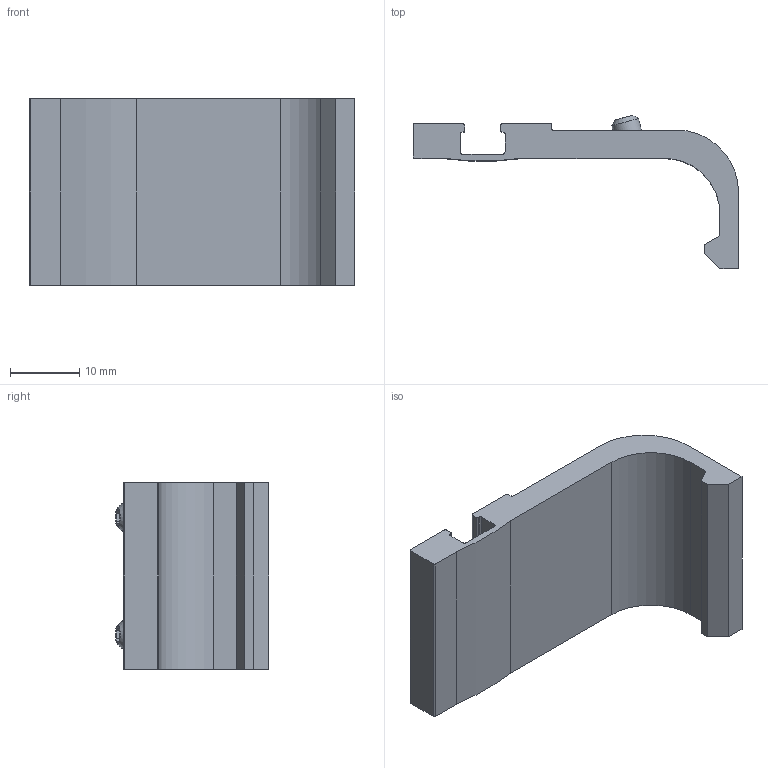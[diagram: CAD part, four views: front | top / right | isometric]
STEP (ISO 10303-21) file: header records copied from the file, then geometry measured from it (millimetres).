
FILE_DESCRIPTION(/* description */ ('STEP AP214'),/* implementation_level */ '2;1');
FILE_NAME(/* name */ '175706_SMB-8-FENG-50_63',/* time_stamp */ '2024-09-14T03:39:21+02:00',/* author */ ('License CC BY-ND 4.0'),/* organization */ ('CADENAS'),/* preprocessor_version */ 'ST-DEVELOPER v19.3',/* originating_system */ 'PARTsolutions',/* authorisation */ ' ');
FILE_SCHEMA (('AUTOMOTIVE_DESIGN {1 0 10303 214 3 1 1}'));
Length unit declared in the file: millimetre
Products named in the file (1): 175706 SMB-8-FENG-50/63---(50)
Bounding box: 47 x 22.14 x 27 mm (x, y, z)
Volume: 6342.1 mm3; surface area: 4341.3 mm2
Topology: 1 solids, 1 shells, 57 faces, 151 edges, 100 vertices
Faces by surface type: plane 38, cylinder 17, cone 2
Full cylindrical faces by diameter (mm): 4 x2
Entity records: 1775 total; most frequent: CARTESIAN_POINT 305, DIRECTION 299, ORIENTED_EDGE 294, EDGE_CURVE 147, LINE 111, VECTOR 111, VERTEX_POINT 100, AXIS2_PLACEMENT_3D 94
